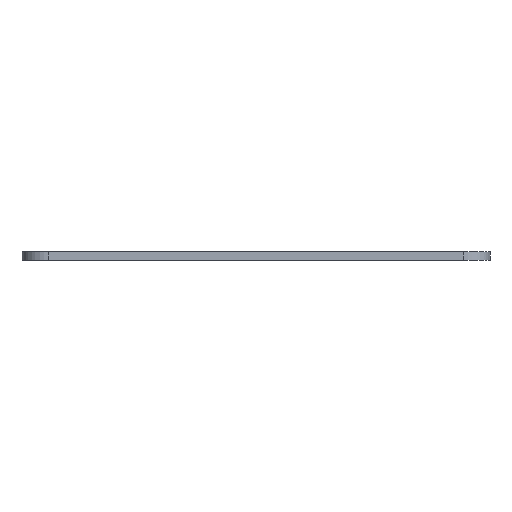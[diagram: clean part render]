
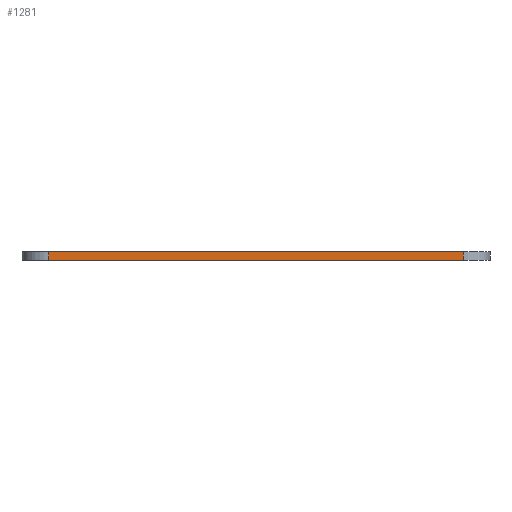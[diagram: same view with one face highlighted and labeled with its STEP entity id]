
A CAD part, left-side view. The second image highlights one B-rep face of the part: STEP entity #1281.
In plain terms, the highlighted planar face has unit normal (-1, 0, 0).
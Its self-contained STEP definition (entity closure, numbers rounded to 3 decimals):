
#37=PLANE('',#1395);
#73=FACE_OUTER_BOUND('',#149,.T.);
#149=EDGE_LOOP('',(#937,#938,#939,#940));
#228=LINE('',#1903,#356);
#258=LINE('',#2022,#386);
#259=LINE('',#2025,#387);
#260=LINE('',#2026,#388);
#356=VECTOR('',#1510,10.);
#386=VECTOR('',#1602,10.);
#387=VECTOR('',#1605,10.);
#388=VECTOR('',#1606,10.);
#550=VERTEX_POINT('',#1900);
#551=VERTEX_POINT('',#1902);
#608=VERTEX_POINT('',#2018);
#610=VERTEX_POINT('',#2024);
#680=EDGE_CURVE('',#550,#551,#228,.T.);
#740=EDGE_CURVE('',#551,#608,#258,.T.);
#741=EDGE_CURVE('',#610,#550,#259,.T.);
#742=EDGE_CURVE('',#608,#610,#260,.T.);
#937=ORIENTED_EDGE('',*,*,#740,.F.);
#938=ORIENTED_EDGE('',*,*,#680,.F.);
#939=ORIENTED_EDGE('',*,*,#741,.F.);
#940=ORIENTED_EDGE('',*,*,#742,.F.);
#1281=ADVANCED_FACE('',(#73),#37,.T.);
#1395=AXIS2_PLACEMENT_3D('',#2023,#1603,#1604);
#1510=DIRECTION('',(0.,1.,0.));
#1602=DIRECTION('',(0.,0.,1.));
#1603=DIRECTION('center_axis',(-1.,0.,0.));
#1604=DIRECTION('ref_axis',(0.,-1.,0.));
#1605=DIRECTION('',(0.,0.,-1.));
#1606=DIRECTION('',(0.,-1.,0.));
#1900=CARTESIAN_POINT('',(-11.975,-46.371,0.));
#1902=CARTESIAN_POINT('',(-11.975,31.347,0.));
#1903=CARTESIAN_POINT('',(-11.975,-51.371,0.));
#2018=CARTESIAN_POINT('',(-11.975,31.347,1.5));
#2022=CARTESIAN_POINT('',(-11.975,31.347,0.));
#2023=CARTESIAN_POINT('Origin',(-11.975,36.347,0.));
#2024=CARTESIAN_POINT('',(-11.975,-46.371,1.5));
#2025=CARTESIAN_POINT('',(-11.975,-46.371,0.));
#2026=CARTESIAN_POINT('',(-11.975,-51.371,1.5));
